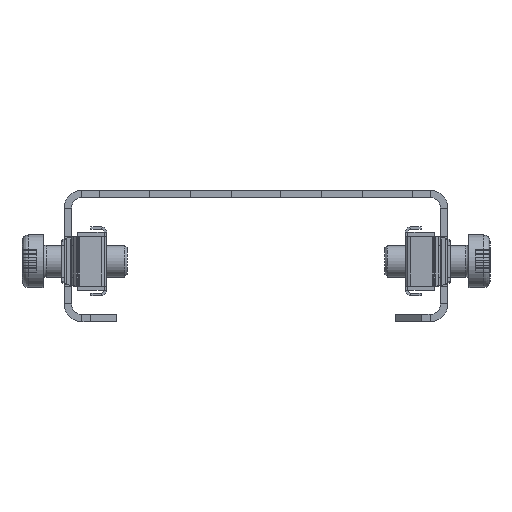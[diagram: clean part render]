
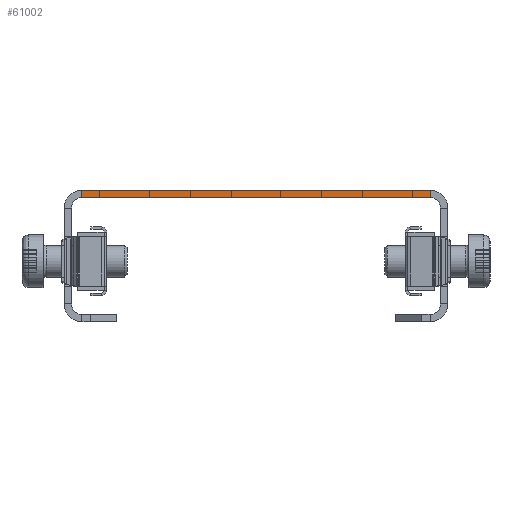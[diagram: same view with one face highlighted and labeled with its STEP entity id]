
A CAD part, left-side view. The second image highlights one B-rep face of the part: STEP entity #61002.
In plain terms, the highlighted planar face has unit normal (-1, 0, 0).
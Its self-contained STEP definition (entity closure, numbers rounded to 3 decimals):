
#1810 = AXIS2_PLACEMENT_3D ( 'NONE', #56187, #76356, #29366 ) ;
#4360 = DIRECTION ( 'NONE',  ( 0., 0., -1. ) ) ;
#5152 = EDGE_CURVE ( 'NONE', #53309, #49316, #29140, .T. ) ;
#10895 = CARTESIAN_POINT ( 'NONE',  ( -745.5, 33.1, 12.5 ) ) ;
#11417 = VERTEX_POINT ( 'NONE', #11500 ) ;
#11500 = CARTESIAN_POINT ( 'NONE',  ( -745.5, 33.1, 11.1 ) ) ;
#13018 = EDGE_CURVE ( 'NONE', #49316, #11417, #28008, .T. ) ;
#13312 = VECTOR ( 'NONE', #22303, 1000. ) ;
#14656 = FACE_OUTER_BOUND ( 'NONE', #53089, .T. ) ;
#19168 = DIRECTION ( 'NONE',  ( 0., 0., 1. ) ) ;
#19754 = EDGE_CURVE ( 'NONE', #69819, #53309, #73202, .T. ) ;
#22303 = DIRECTION ( 'NONE',  ( 0., 1., 0. ) ) ;
#23719 = CARTESIAN_POINT ( 'NONE',  ( -745.5, -33.1, 12.5 ) ) ;
#28008 = LINE ( 'NONE', #10895, #55163 ) ;
#29140 = LINE ( 'NONE', #62742, #13312 ) ;
#29366 = DIRECTION ( 'NONE',  ( 0., 0., 1. ) ) ;
#31691 = ORIENTED_EDGE ( 'NONE', *, *, #13018, .T. ) ;
#39247 = CARTESIAN_POINT ( 'NONE',  ( -745.5, -33.1, 11.1 ) ) ;
#40391 = VECTOR ( 'NONE', #19168, 1000. ) ;
#42013 = CARTESIAN_POINT ( 'NONE',  ( -745.5, 33.1, 12.5 ) ) ;
#49316 = VERTEX_POINT ( 'NONE', #42013 ) ;
#49675 = DIRECTION ( 'NONE',  ( 0., 1., 0. ) ) ;
#50854 = CARTESIAN_POINT ( 'NONE',  ( -745.5, 36.5, 11.1 ) ) ;
#53089 = EDGE_LOOP ( 'NONE', ( #60941, #31691, #84872, #85617 ) ) ;
#53309 = VERTEX_POINT ( 'NONE', #23719 ) ;
#55163 = VECTOR ( 'NONE', #4360, 1000. ) ;
#56187 = CARTESIAN_POINT ( 'NONE',  ( -745.5, 35.1, 9.1 ) ) ;
#58369 = VECTOR ( 'NONE', #49675, 1000. ) ;
#60941 = ORIENTED_EDGE ( 'NONE', *, *, #5152, .T. ) ;
#61002 = ADVANCED_FACE ( 'NONE', ( #14656 ), #69229, .T. ) ;
#62627 = LINE ( 'NONE', #50854, #58369 ) ;
#62742 = CARTESIAN_POINT ( 'NONE',  ( -745.5, 36.5, 12.5 ) ) ;
#68566 = EDGE_CURVE ( 'NONE', #69819, #11417, #62627, .T. ) ;
#69229 = PLANE ( 'NONE',  #1810 ) ;
#69819 = VERTEX_POINT ( 'NONE', #85579 ) ;
#73202 = LINE ( 'NONE', #39247, #40391 ) ;
#76356 = DIRECTION ( 'NONE',  ( -1., 0., 0. ) ) ;
#84872 = ORIENTED_EDGE ( 'NONE', *, *, #68566, .F. ) ;
#85579 = CARTESIAN_POINT ( 'NONE',  ( -745.5, -33.1, 11.1 ) ) ;
#85617 = ORIENTED_EDGE ( 'NONE', *, *, #19754, .T. ) ;
